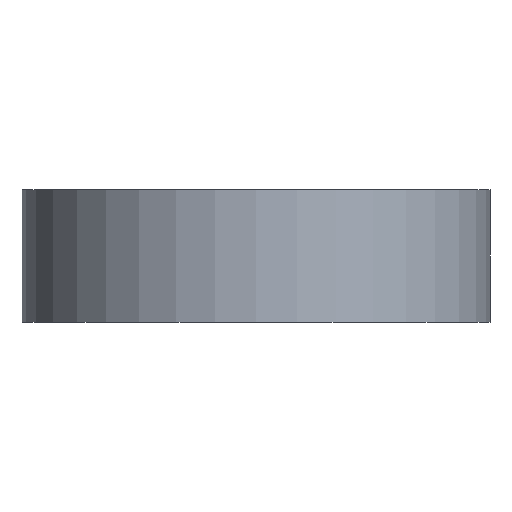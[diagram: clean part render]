
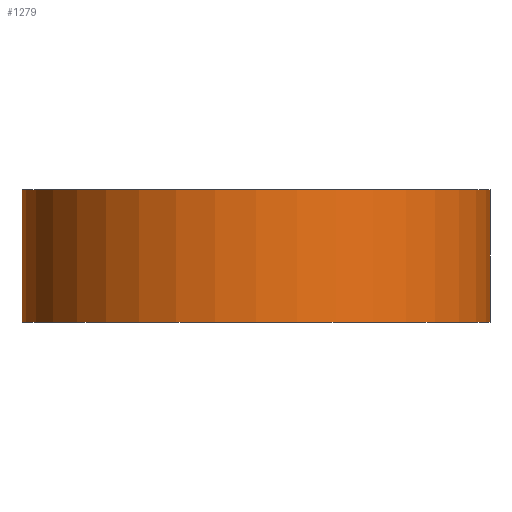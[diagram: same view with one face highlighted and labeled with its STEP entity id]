
A CAD part, front view. The second image highlights one B-rep face of the part: STEP entity #1279.
In plain terms, the highlighted cylindrical face has radius 23 mm (diameter 46 mm), a full revolution.
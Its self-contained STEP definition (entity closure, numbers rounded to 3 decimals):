
#127=FACE_OUTER_BOUND('',#200,.T.);
#200=EDGE_LOOP('',(#1167,#1168,#1169,#1170));
#236=CIRCLE('',#1362,23.);
#242=CIRCLE('',#1374,23.);
#403=LINE('',#3936,#458);
#458=VECTOR('',#1590,23.);
#579=VERTEX_POINT('',#3914);
#585=VERTEX_POINT('',#3935);
#772=EDGE_CURVE('',#579,#579,#236,.T.);
#781=EDGE_CURVE('',#579,#585,#403,.T.);
#782=EDGE_CURVE('',#585,#585,#242,.T.);
#1167=ORIENTED_EDGE('',*,*,#772,.F.);
#1168=ORIENTED_EDGE('',*,*,#781,.T.);
#1169=ORIENTED_EDGE('',*,*,#782,.T.);
#1170=ORIENTED_EDGE('',*,*,#781,.F.);
#1210=CYLINDRICAL_SURFACE('',#1373,23.);
#1279=ADVANCED_FACE('',(#127),#1210,.T.);
#1362=AXIS2_PLACEMENT_3D('',#3915,#1563,#1564);
#1373=AXIS2_PLACEMENT_3D('',#3934,#1588,#1589);
#1374=AXIS2_PLACEMENT_3D('',#3937,#1591,#1592);
#1563=DIRECTION('center_axis',(0.,0.,1.));
#1564=DIRECTION('ref_axis',(1.,0.,0.));
#1588=DIRECTION('center_axis',(0.,0.,1.));
#1589=DIRECTION('ref_axis',(1.,0.,0.));
#1590=DIRECTION('',(0.,0.,-1.));
#1591=DIRECTION('center_axis',(0.,0.,1.));
#1592=DIRECTION('ref_axis',(1.,0.,0.));
#3914=CARTESIAN_POINT('',(-23.,0.,13.));
#3915=CARTESIAN_POINT('Origin',(0.,0.,13.));
#3934=CARTESIAN_POINT('Origin',(0.,0.,0.));
#3935=CARTESIAN_POINT('',(-23.,0.,0.));
#3936=CARTESIAN_POINT('',(-23.,0.,0.));
#3937=CARTESIAN_POINT('Origin',(0.,0.,0.));
